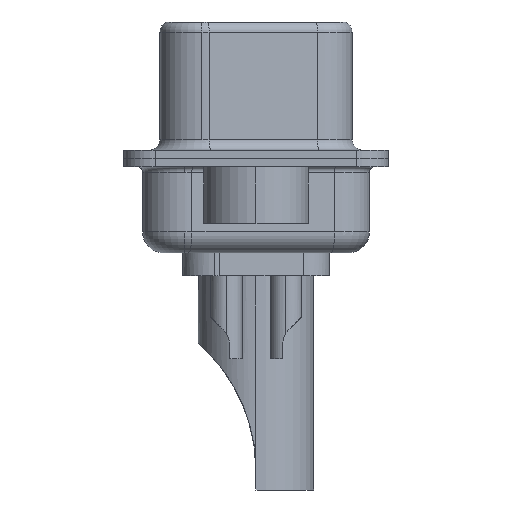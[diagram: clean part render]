
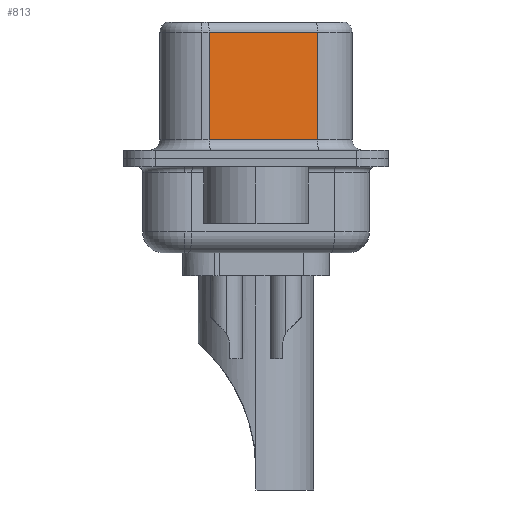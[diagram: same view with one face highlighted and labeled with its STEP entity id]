
A CAD part, left-side view. The second image highlights one B-rep face of the part: STEP entity #813.
In plain terms, the highlighted planar face has unit normal (-0.985, -0.174, 0).
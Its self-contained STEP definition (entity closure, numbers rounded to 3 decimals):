
#673 = EDGE_CURVE ( 'NONE', #13625, #4041, #15407, .T. ) ;
#813 = ADVANCED_FACE ( 'NONE', ( #9389 ), #20040, .F. ) ;
#2366 = ORIENTED_EDGE ( 'NONE', *, *, #3520, .T. ) ;
#2428 = LINE ( 'NONE', #9272, #18501 ) ;
#3520 = EDGE_CURVE ( 'NONE', #5351, #13824, #6362, .T. ) ;
#3779 = EDGE_CURVE ( 'NONE', #5351, #4041, #2428, .T. ) ;
#3815 = ORIENTED_EDGE ( 'NONE', *, *, #8312, .T. ) ;
#4041 = VERTEX_POINT ( 'NONE', #18001 ) ;
#4976 = VECTOR ( 'NONE', #9297, 1000. ) ;
#5351 = VERTEX_POINT ( 'NONE', #19145 ) ;
#6026 = ORIENTED_EDGE ( 'NONE', *, *, #673, .T. ) ;
#6362 = LINE ( 'NONE', #19260, #18268 ) ;
#7226 = DIRECTION ( 'NONE',  ( 0., 0., -1. ) ) ;
#8312 = EDGE_CURVE ( 'NONE', #13824, #13625, #13259, .T. ) ;
#9272 = CARTESIAN_POINT ( 'NONE',  ( 4.565, -2.927, 6.52 ) ) ;
#9297 = DIRECTION ( 'NONE',  ( 0., 0., -1. ) ) ;
#9389 = FACE_OUTER_BOUND ( 'NONE', #14837, .T. ) ;
#9645 = CARTESIAN_POINT ( 'NONE',  ( 4.565, -2.927, 6.52 ) ) ;
#9713 = CARTESIAN_POINT ( 'NONE',  ( 4.565, -2.927, 0.9 ) ) ;
#11913 = DIRECTION ( 'NONE',  ( -0.174, 0.985, 0. ) ) ;
#12842 = AXIS2_PLACEMENT_3D ( 'NONE', #9645, #18490, #11913 ) ;
#13259 = LINE ( 'NONE', #16938, #4976 ) ;
#13625 = VERTEX_POINT ( 'NONE', #18108 ) ;
#13824 = VERTEX_POINT ( 'NONE', #14683 ) ;
#14235 = DIRECTION ( 'NONE',  ( 0.174, -0.985, 0. ) ) ;
#14381 = ORIENTED_EDGE ( 'NONE', *, *, #3779, .F. ) ;
#14683 = CARTESIAN_POINT ( 'NONE',  ( 3.655, 2.233, 6.02 ) ) ;
#14837 = EDGE_LOOP ( 'NONE', ( #14381, #2366, #3815, #6026 ) ) ;
#15407 = LINE ( 'NONE', #9713, #19047 ) ;
#16938 = CARTESIAN_POINT ( 'NONE',  ( 3.655, 2.233, 6.52 ) ) ;
#18001 = CARTESIAN_POINT ( 'NONE',  ( 4.565, -2.927, 0.9 ) ) ;
#18108 = CARTESIAN_POINT ( 'NONE',  ( 3.655, 2.233, 0.9 ) ) ;
#18268 = VECTOR ( 'NONE', #19116, 1000. ) ;
#18490 = DIRECTION ( 'NONE',  ( 0.985, 0.174, 0. ) ) ;
#18501 = VECTOR ( 'NONE', #7226, 1000. ) ;
#19047 = VECTOR ( 'NONE', #14235, 1000. ) ;
#19116 = DIRECTION ( 'NONE',  ( -0.174, 0.985, 0. ) ) ;
#19145 = CARTESIAN_POINT ( 'NONE',  ( 4.565, -2.927, 6.02 ) ) ;
#19260 = CARTESIAN_POINT ( 'NONE',  ( 4.565, -2.927, 6.02 ) ) ;
#20040 = PLANE ( 'NONE',  #12842 ) ;
